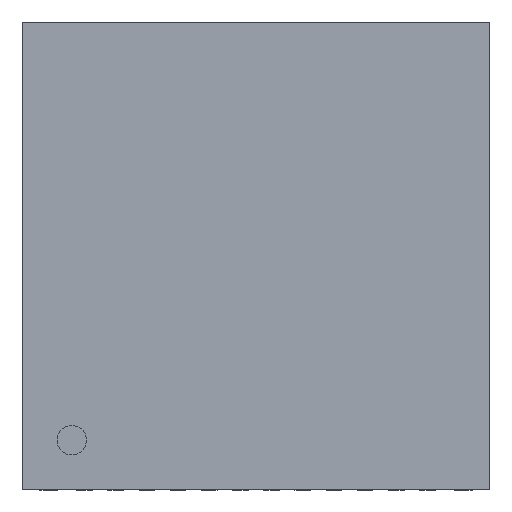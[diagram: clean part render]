
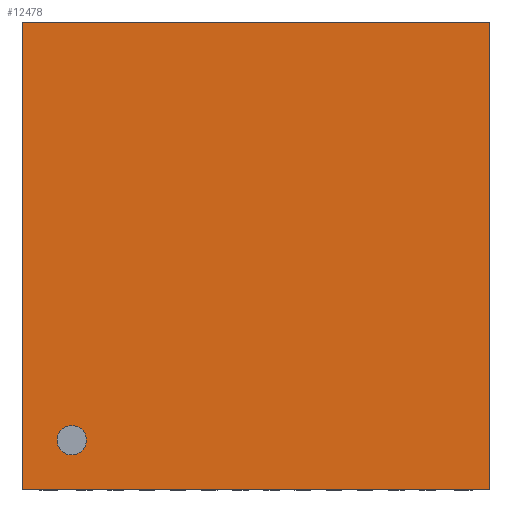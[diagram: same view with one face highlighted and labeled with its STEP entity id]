
A CAD part, top view. The second image highlights one B-rep face of the part: STEP entity #12478.
In plain terms, the highlighted planar face has unit normal (0, 0, 1).
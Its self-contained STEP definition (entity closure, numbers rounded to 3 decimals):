
#8768 = VERTEX_POINT('',#8769);
#8769 = CARTESIAN_POINT('',(-2.174,-2.362,0.6));
#8775 = EDGE_CURVE('',#8776,#8768,#8778,.T.);
#8776 = VERTEX_POINT('',#8777);
#8777 = CARTESIAN_POINT('',(-2.551,-2.362,0.6));
#8778 = CIRCLE('',#8779,0.189);
#8779 = AXIS2_PLACEMENT_3D('',#8780,#8781,#8782);
#8780 = CARTESIAN_POINT('',(-2.362,-2.362,0.6));
#8781 = DIRECTION('',(0.,0.,1.));
#8782 = DIRECTION('',(1.,0.,0.));
#9542 = VERTEX_POINT('',#9543);
#9543 = CARTESIAN_POINT('',(3.,-3.,0.6));
#9549 = EDGE_CURVE('',#9550,#9542,#9552,.T.);
#9550 = VERTEX_POINT('',#9551);
#9551 = CARTESIAN_POINT('',(-3.,-3.,0.6));
#9552 = LINE('',#9553,#9554);
#9553 = CARTESIAN_POINT('',(3.,-3.,0.6));
#9554 = VECTOR('',#9555,1.);
#9555 = DIRECTION('',(1.,0.,0.));
#10082 = VERTEX_POINT('',#10083);
#10083 = CARTESIAN_POINT('',(-3.,3.,0.6));
#10089 = EDGE_CURVE('',#10090,#10082,#10092,.T.);
#10090 = VERTEX_POINT('',#10091);
#10091 = CARTESIAN_POINT('',(3.,3.,0.6));
#10092 = LINE('',#10093,#10094);
#10093 = CARTESIAN_POINT('',(3.,3.,0.6));
#10094 = VECTOR('',#10095,1.);
#10095 = DIRECTION('',(-1.,0.,0.));
#11953 = EDGE_CURVE('',#9542,#10090,#11954,.T.);
#11954 = LINE('',#11955,#11956);
#11955 = CARTESIAN_POINT('',(3.,3.,0.6));
#11956 = VECTOR('',#11957,1.);
#11957 = DIRECTION('',(0.,1.,0.));
#12360 = EDGE_CURVE('',#10082,#9550,#12361,.T.);
#12361 = LINE('',#12362,#12363);
#12362 = CARTESIAN_POINT('',(-3.,3.,0.6));
#12363 = VECTOR('',#12364,1.);
#12364 = DIRECTION('',(0.,-1.,0.));
#12478 = ADVANCED_FACE('',(#12479,#12489),#12495,.T.);
#12479 = FACE_BOUND('',#12480,.T.);
#12480 = EDGE_LOOP('',(#12481,#12488));
#12481 = ORIENTED_EDGE('',*,*,#12482,.F.);
#12482 = EDGE_CURVE('',#8768,#8776,#12483,.T.);
#12483 = CIRCLE('',#12484,0.189);
#12484 = AXIS2_PLACEMENT_3D('',#12485,#12486,#12487);
#12485 = CARTESIAN_POINT('',(-2.362,-2.362,0.6));
#12486 = DIRECTION('',(0.,0.,1.));
#12487 = DIRECTION('',(1.,0.,0.));
#12488 = ORIENTED_EDGE('',*,*,#8775,.F.);
#12489 = FACE_BOUND('',#12490,.T.);
#12490 = EDGE_LOOP('',(#12491,#12492,#12493,#12494));
#12491 = ORIENTED_EDGE('',*,*,#12360,.T.);
#12492 = ORIENTED_EDGE('',*,*,#9549,.T.);
#12493 = ORIENTED_EDGE('',*,*,#11953,.T.);
#12494 = ORIENTED_EDGE('',*,*,#10089,.T.);
#12495 = PLANE('',#12496);
#12496 = AXIS2_PLACEMENT_3D('',#12497,#12498,#12499);
#12497 = CARTESIAN_POINT('',(0.,0.,0.6));
#12498 = DIRECTION('',(0.,0.,1.));
#12499 = DIRECTION('',(1.,0.,0.));
